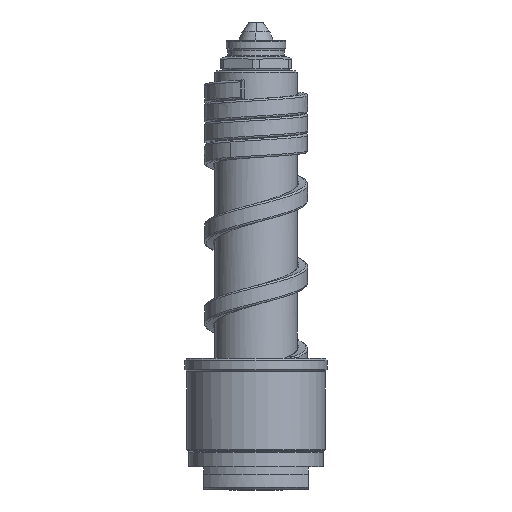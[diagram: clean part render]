
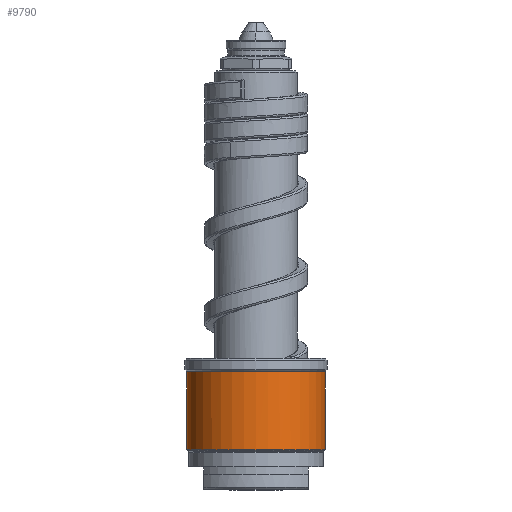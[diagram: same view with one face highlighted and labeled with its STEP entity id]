
A CAD part, front view. The second image highlights one B-rep face of the part: STEP entity #9790.
In plain terms, the highlighted cylindrical face has radius 18.5 mm (diameter 37 mm), a partial arc.
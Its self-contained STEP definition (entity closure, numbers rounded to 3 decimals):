
#856=DIRECTION('',(0.,0.,1.));
#857=VECTOR('',#856,20.834);
#858=CARTESIAN_POINT('',(18.5,0.,10.583));
#859=LINE('',#858,#857);
#878=CARTESIAN_POINT('',(0.,0.,10.583));
#879=DIRECTION('',(0.,0.,1.));
#880=DIRECTION('',(-1.,0.,0.));
#881=AXIS2_PLACEMENT_3D('',#878,#879,#880);
#2254=DIRECTION('',(0.,0.,1.));
#2255=VECTOR('',#2254,20.834);
#2256=CARTESIAN_POINT('',(-18.5,0.,10.583));
#2257=LINE('',#2256,#2255);
#2258=CARTESIAN_POINT('',(0.,0.,31.417));
#2259=DIRECTION('',(0.,0.,-1.));
#2260=DIRECTION('',(1.,0.,0.));
#2261=AXIS2_PLACEMENT_3D('',#2258,#2259,#2260);
#2263=CARTESIAN_POINT('',(0.,0.,31.417));
#2264=DIRECTION('',(0.,0.,-1.));
#2265=DIRECTION('',(1.,-0.008,0.));
#2266=AXIS2_PLACEMENT_3D('',#2263,#2264,#2265);
#5833=CARTESIAN_POINT('',(18.499,-0.152,
31.417));
#5834=CARTESIAN_POINT('',(-18.5,0.,31.417));
#5835=VERTEX_POINT('',#5833);
#5836=VERTEX_POINT('',#5834);
#5837=CARTESIAN_POINT('',(18.5,0.,31.417));
#5838=VERTEX_POINT('',#5837);
#5839=CARTESIAN_POINT('',(-18.5,0.,10.583));
#5840=CARTESIAN_POINT('',(18.5,0.,10.583));
#5841=VERTEX_POINT('',#5839);
#5842=VERTEX_POINT('',#5840);
#9776=CARTESIAN_POINT('',(0.,0.,8.75));
#9777=DIRECTION('',(0.,0.,1.));
#9778=DIRECTION('',(-1.,0.,0.));
#9779=AXIS2_PLACEMENT_3D('',#9776,#9777,#9778);
#9780=CYLINDRICAL_SURFACE('',#9779,18.5);
#9781=ORIENTED_EDGE('',*,*,#7996,.F.);
#9782=ORIENTED_EDGE('',*,*,#7977,.T.);
#9784=ORIENTED_EDGE('',*,*,#9783,.F.);
#9786=ORIENTED_EDGE('',*,*,#9785,.F.);
#9787=ORIENTED_EDGE('',*,*,#7971,.F.);
#9788=EDGE_LOOP('',(#9781,#9782,#9784,#9786,#9787));
#9789=FACE_OUTER_BOUND('',#9788,.F.);
#882=CIRCLE('',#881,18.5);
#2262=CIRCLE('',#2261,18.5);
#2267=CIRCLE('',#2266,18.5);
#7971=EDGE_CURVE('',#5842,#5838,#859,.T.);
#7977=EDGE_CURVE('',#5841,#5836,#2257,.T.);
#7996=EDGE_CURVE('',#5841,#5842,#882,.T.);
#9783=EDGE_CURVE('',#5835,#5836,#2267,.T.);
#9785=EDGE_CURVE('',#5838,#5835,#2262,.T.);
#9790=ADVANCED_FACE('',(#9789),#9780,.T.);
